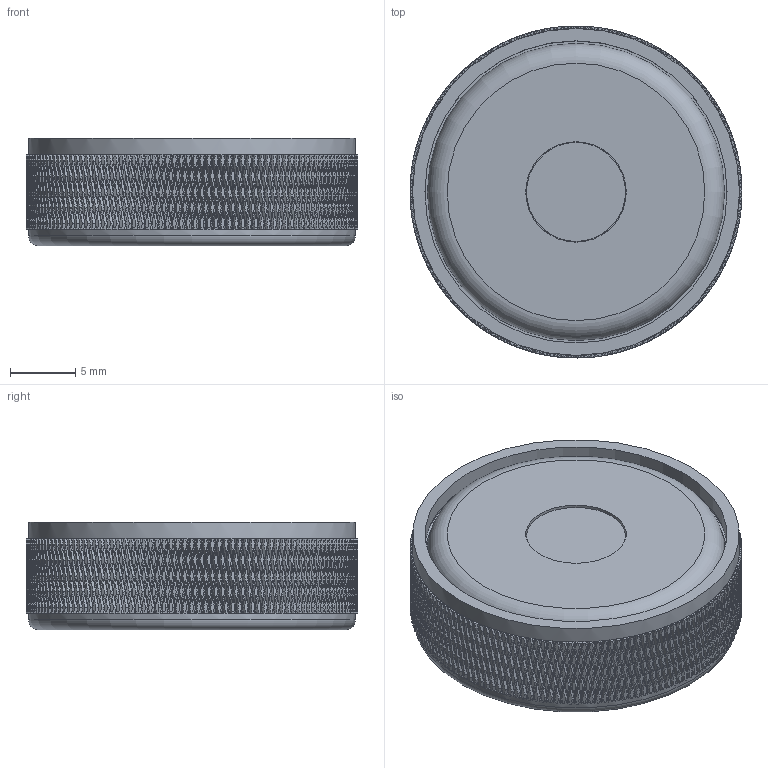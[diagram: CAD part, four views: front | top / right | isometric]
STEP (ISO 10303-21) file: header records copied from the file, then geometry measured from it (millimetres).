
FILE_DESCRIPTION(/* description */ (''),/* implementation_level */ '2;1');
FILE_NAME(/* name */ 'MH111-1A.stp',/* time_stamp */ '2023-02-16T11:24:25-05:00',/* author */ ('cthayer'),/* organization */ (''),/* preprocessor_version */ 'ST-DEVELOPER v19',/* originating_system */ 'Autodesk Inventor 2023',/* authorisation */ '');
FILE_SCHEMA (('AUTOMOTIVE_DESIGN { 1 0 10303 214 3 1 1 }'));
Products named in the file (3): MH111-1A; MHP10230; MHP10231
Assembly tree (2 placements, depth 2):
  MH111-1A
    MHP10230
    MHP10231
Bounding box: 25.53 x 25.53 x 8.26 mm (x, y, z)
Volume: 3807.1 mm3; surface area: 4168.3 mm2
Topology: 152 solids, 152 shells, 5434 faces, 14154 edges, 9035 vertices
Faces by surface type: plane 4515, cylinder 915, torus 3, cone 1
Full cylindrical faces by diameter (mm): 5.359 x1, 7.62 x1, 7.722 x1, 22.352 x1, 22.86 x2, 23.241 x4, 23.749 x3, 25.146 x2
Entity records: 166392 total; most frequent: DIRECTION 30172, CARTESIAN_POINT 28629, ORIENTED_EDGE 28308, EDGE_CURVE 14154, AXIS2_PLACEMENT_3D 10578, VERTEX_POINT 9035, LINE 9016, VECTOR 9016
